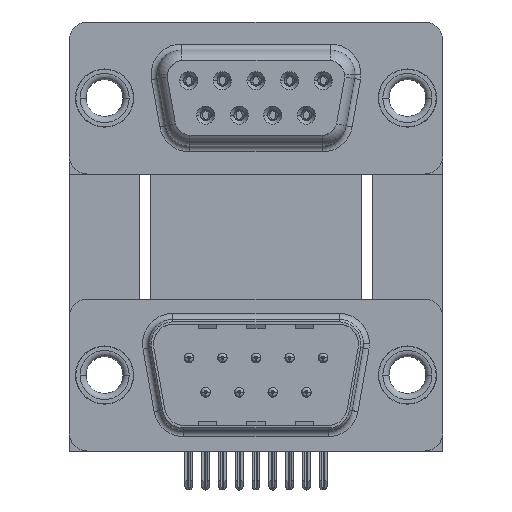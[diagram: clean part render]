
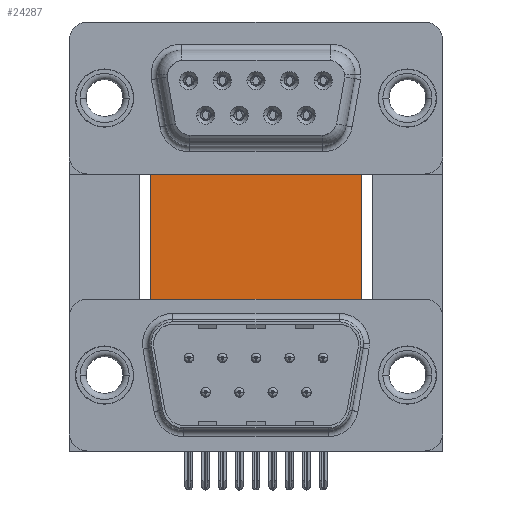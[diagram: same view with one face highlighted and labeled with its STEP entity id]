
A CAD part, top view. The second image highlights one B-rep face of the part: STEP entity #24287.
In plain terms, the highlighted planar face has unit normal (0, 0, 1).
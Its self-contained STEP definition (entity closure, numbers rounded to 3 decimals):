
#234 = CARTESIAN_POINT ( 'NONE',  ( 22.09, -3.735, -12. ) ) ;
#475 = EDGE_CURVE ( 'NONE', #24769, #29949, #16412, .T. ) ;
#1095 = ORIENTED_EDGE ( 'NONE', *, *, #36759, .F. ) ;
#1193 = CARTESIAN_POINT ( 'NONE',  ( 3.79, -3.735, -12. ) ) ;
#2187 = VERTEX_POINT ( 'NONE', #5579 ) ;
#2912 = VERTEX_POINT ( 'NONE', #15785 ) ;
#3962 = EDGE_CURVE ( 'NONE', #27436, #2912, #22278, .T. ) ;
#4202 = DIRECTION ( 'NONE',  ( 1., 0., 0. ) ) ;
#4459 = CARTESIAN_POINT ( 'NONE',  ( 2.9, -3.735, -12. ) ) ;
#4826 = LINE ( 'NONE', #4459, #28779 ) ;
#5209 = CARTESIAN_POINT ( 'NONE',  ( 2.4, -4.635, -12. ) ) ;
#5579 = CARTESIAN_POINT ( 'NONE',  ( 21.2, 16.585, -12. ) ) ;
#5693 = VECTOR ( 'NONE', #6052, 1000. ) ;
#6052 = DIRECTION ( 'NONE',  ( 0., -1., 0. ) ) ;
#6518 = LINE ( 'NONE', #29742, #24944 ) ;
#6622 = LINE ( 'NONE', #35311, #22667 ) ;
#7748 = DIRECTION ( 'NONE',  ( 1., 0., 0. ) ) ;
#7775 = LINE ( 'NONE', #28170, #5693 ) ;
#7914 = VECTOR ( 'NONE', #29119, 1000. ) ;
#7921 = LINE ( 'NONE', #27943, #34070 ) ;
#8451 = CARTESIAN_POINT ( 'NONE',  ( 22.09, -4.635, -12. ) ) ;
#10099 = CARTESIAN_POINT ( 'NONE',  ( 21.2, -0.735, -12. ) ) ;
#10580 = CARTESIAN_POINT ( 'NONE',  ( 22.09, -4.635, -12. ) ) ;
#10632 = VECTOR ( 'NONE', #4202, 1000. ) ;
#10783 = ORIENTED_EDGE ( 'NONE', *, *, #20468, .T. ) ;
#10961 = FACE_OUTER_BOUND ( 'NONE', #13767, .T. ) ;
#10991 = VERTEX_POINT ( 'NONE', #27961 ) ;
#11331 = ORIENTED_EDGE ( 'NONE', *, *, #33408, .T. ) ;
#12111 = CARTESIAN_POINT ( 'NONE',  ( 2.9, -4.635, -12. ) ) ;
#12960 = CARTESIAN_POINT ( 'NONE',  ( 3.79, -0.735, -12. ) ) ;
#13767 = EDGE_LOOP ( 'NONE', ( #24380, #35030, #30115, #22534, #1095, #35322, #16361, #11331, #20388, #10783 ) ) ;
#13926 = VERTEX_POINT ( 'NONE', #23733 ) ;
#15785 = CARTESIAN_POINT ( 'NONE',  ( 22.59, -4.635, -12. ) ) ;
#15979 = EDGE_CURVE ( 'NONE', #29340, #2187, #7921, .T. ) ;
#16361 = ORIENTED_EDGE ( 'NONE', *, *, #31726, .T. ) ;
#16412 = LINE ( 'NONE', #1193, #10632 ) ;
#16690 = DIRECTION ( 'NONE',  ( -0.336, -0.942, 0. ) ) ;
#16797 = DIRECTION ( 'NONE',  ( -1., 0., 0. ) ) ;
#17393 = EDGE_CURVE ( 'NONE', #2912, #24654, #6622, .T. ) ;
#19613 = DIRECTION ( 'NONE',  ( 1., 0., 0. ) ) ;
#19637 = PLANE ( 'NONE',  #20447 ) ;
#20388 = ORIENTED_EDGE ( 'NONE', *, *, #28369, .T. ) ;
#20447 = AXIS2_PLACEMENT_3D ( 'NONE', #28523, #31174, #16797 ) ;
#20468 = EDGE_CURVE ( 'NONE', #13926, #24769, #4826, .T. ) ;
#20782 = VECTOR ( 'NONE', #32108, 1000. ) ;
#22278 = LINE ( 'NONE', #10580, #35480 ) ;
#22534 = ORIENTED_EDGE ( 'NONE', *, *, #17393, .T. ) ;
#22667 = VECTOR ( 'NONE', #24171, 1000. ) ;
#23733 = CARTESIAN_POINT ( 'NONE',  ( 2.9, -4.635, -12. ) ) ;
#24010 = LINE ( 'NONE', #12111, #7914 ) ;
#24171 = DIRECTION ( 'NONE',  ( -0.336, 0.942, 0. ) ) ;
#24287 = ADVANCED_FACE ( 'NONE', ( #10961 ), #19637, .F. ) ;
#24380 = ORIENTED_EDGE ( 'NONE', *, *, #475, .T. ) ;
#24535 = CARTESIAN_POINT ( 'NONE',  ( 22.09, -3.735, -12. ) ) ;
#24578 = CARTESIAN_POINT ( 'NONE',  ( 3.79, 16.585, -12. ) ) ;
#24654 = VERTEX_POINT ( 'NONE', #10099 ) ;
#24769 = VERTEX_POINT ( 'NONE', #36306 ) ;
#24944 = VECTOR ( 'NONE', #26721, 1000. ) ;
#26721 = DIRECTION ( 'NONE',  ( 0., -1., 0. ) ) ;
#27436 = VERTEX_POINT ( 'NONE', #8451 ) ;
#27943 = CARTESIAN_POINT ( 'NONE',  ( 3.79, 16.585, -12. ) ) ;
#27961 = CARTESIAN_POINT ( 'NONE',  ( 2.4, -4.635, -12. ) ) ;
#28170 = CARTESIAN_POINT ( 'NONE',  ( 21.2, 16.585, -12. ) ) ;
#28362 = LINE ( 'NONE', #234, #20782 ) ;
#28369 = EDGE_CURVE ( 'NONE', #10991, #13926, #24010, .T. ) ;
#28523 = CARTESIAN_POINT ( 'NONE',  ( 3.79, 16.585, -12. ) ) ;
#28779 = VECTOR ( 'NONE', #35578, 1000. ) ;
#29119 = DIRECTION ( 'NONE',  ( 1., 0., 0. ) ) ;
#29340 = VERTEX_POINT ( 'NONE', #24578 ) ;
#29742 = CARTESIAN_POINT ( 'NONE',  ( 3.79, 16.585, -12. ) ) ;
#29949 = VERTEX_POINT ( 'NONE', #24535 ) ;
#30115 = ORIENTED_EDGE ( 'NONE', *, *, #3962, .T. ) ;
#30361 = VECTOR ( 'NONE', #16690, 1000. ) ;
#31079 = LINE ( 'NONE', #5209, #30361 ) ;
#31174 = DIRECTION ( 'NONE',  ( 0., 0., -1. ) ) ;
#31726 = EDGE_CURVE ( 'NONE', #29340, #32312, #6518, .T. ) ;
#32108 = DIRECTION ( 'NONE',  ( 0., -1., 0. ) ) ;
#32312 = VERTEX_POINT ( 'NONE', #12960 ) ;
#33408 = EDGE_CURVE ( 'NONE', #32312, #10991, #31079, .T. ) ;
#34070 = VECTOR ( 'NONE', #19613, 1000. ) ;
#35030 = ORIENTED_EDGE ( 'NONE', *, *, #36788, .T. ) ;
#35311 = CARTESIAN_POINT ( 'NONE',  ( 22.59, -4.635, -12. ) ) ;
#35322 = ORIENTED_EDGE ( 'NONE', *, *, #15979, .F. ) ;
#35480 = VECTOR ( 'NONE', #7748, 1000. ) ;
#35578 = DIRECTION ( 'NONE',  ( 0., 1., 0. ) ) ;
#36306 = CARTESIAN_POINT ( 'NONE',  ( 2.9, -3.735, -12. ) ) ;
#36759 = EDGE_CURVE ( 'NONE', #2187, #24654, #7775, .T. ) ;
#36788 = EDGE_CURVE ( 'NONE', #29949, #27436, #28362, .T. ) ;
